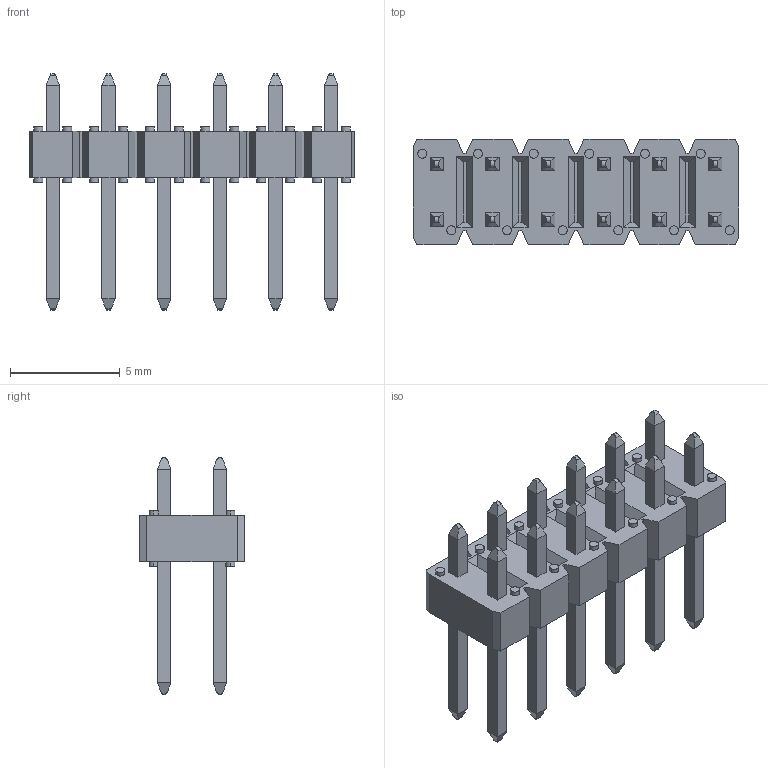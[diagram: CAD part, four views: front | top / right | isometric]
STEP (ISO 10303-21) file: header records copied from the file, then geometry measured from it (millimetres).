
FILE_DESCRIPTION(('STEP AP214'),'1');
FILE_NAME('6887.stp','2016-12-01T15:50:49',('TraceParts'),('TraceParts S.A.'),'Spatial InterOp 3D',' ',' ');
FILE_SCHEMA(('automotive_design'));
Length unit declared in the file: millimetre
Products named in the file (13): 77313_Y01_12_ASM|Next assembly relationship;98470-012; 77313_Y01_12_ASM|Next assembly relationship;77310_Y01
Bounding box: 14.84 x 4.83 x 10.8 mm (x, y, z)
Volume: 178.2 mm3; surface area: 627.1 mm2
Topology: 13 solids, 13 shells, 388 faces, 888 edges, 560 vertices
Faces by surface type: plane 316, cylinder 72
Entity records: 11383 total; most frequent: CARTESIAN_POINT 2425, ORIENTED_EDGE 1776, DIRECTION 1738, EDGE_CURVE 888, LINE 744, VECTOR 744, VERTEX_POINT 560, AXIS2_PLACEMENT_3D 497
